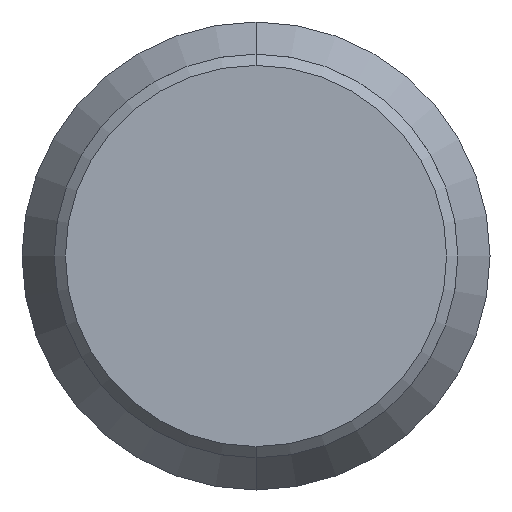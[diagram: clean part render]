
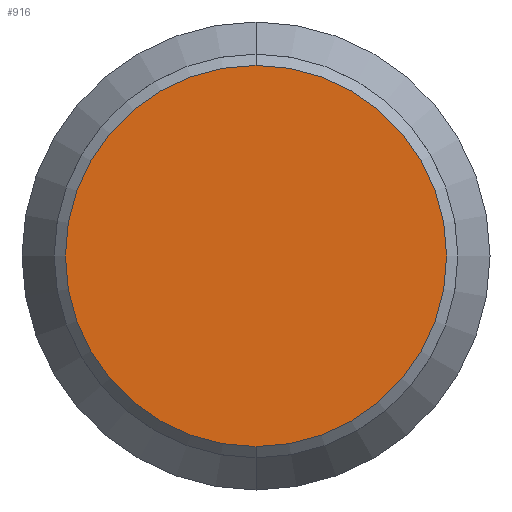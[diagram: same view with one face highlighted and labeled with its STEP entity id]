
A CAD part, front view. The second image highlights one B-rep face of the part: STEP entity #916.
In plain terms, the highlighted planar face has unit normal (0, -1, 0).
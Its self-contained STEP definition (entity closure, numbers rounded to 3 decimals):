
#47 = ORIENTED_EDGE ( 'NONE', *, *, #211, .T. ) ;
#211 = EDGE_CURVE ( 'NONE', #774, #967, #275, .T. ) ;
#275 = CIRCLE ( 'NONE', #694, 8.499 ) ;
#300 = CARTESIAN_POINT ( 'NONE',  ( -8.601, 0., 8.601 ) ) ;
#400 = CARTESIAN_POINT ( 'NONE',  ( 0., 0., 0. ) ) ;
#419 = DIRECTION ( 'NONE',  ( 0., -1., 0. ) ) ;
#458 = CIRCLE ( 'NONE', #906, 8.499 ) ;
#525 = DIRECTION ( 'NONE',  ( 0., 0., 1. ) ) ;
#694 = AXIS2_PLACEMENT_3D ( 'NONE', #1404, #1035, #1528 ) ;
#765 = AXIS2_PLACEMENT_3D ( 'NONE', #300, #419, #776 ) ;
#774 = VERTEX_POINT ( 'NONE', #1168 ) ;
#776 = DIRECTION ( 'NONE',  ( 0., 0., -1. ) ) ;
#785 = PLANE ( 'NONE',  #765 ) ;
#901 = CARTESIAN_POINT ( 'NONE',  ( 0., 0., 8.499 ) ) ;
#906 = AXIS2_PLACEMENT_3D ( 'NONE', #400, #1519, #525 ) ;
#916 = ADVANCED_FACE ( 'NONE', ( #1082 ), #785, .T. ) ;
#967 = VERTEX_POINT ( 'NONE', #901 ) ;
#1035 = DIRECTION ( 'NONE',  ( 0., -1., 0. ) ) ;
#1082 = FACE_OUTER_BOUND ( 'NONE', #1337, .T. ) ;
#1168 = CARTESIAN_POINT ( 'NONE',  ( 0., 0., -8.499 ) ) ;
#1187 = ORIENTED_EDGE ( 'NONE', *, *, #1485, .T. ) ;
#1337 = EDGE_LOOP ( 'NONE', ( #1187, #47 ) ) ;
#1404 = CARTESIAN_POINT ( 'NONE',  ( 0., 0., 0. ) ) ;
#1485 = EDGE_CURVE ( 'NONE', #967, #774, #458, .T. ) ;
#1519 = DIRECTION ( 'NONE',  ( 0., -1., 0. ) ) ;
#1528 = DIRECTION ( 'NONE',  ( 0., 0., 1. ) ) ;
